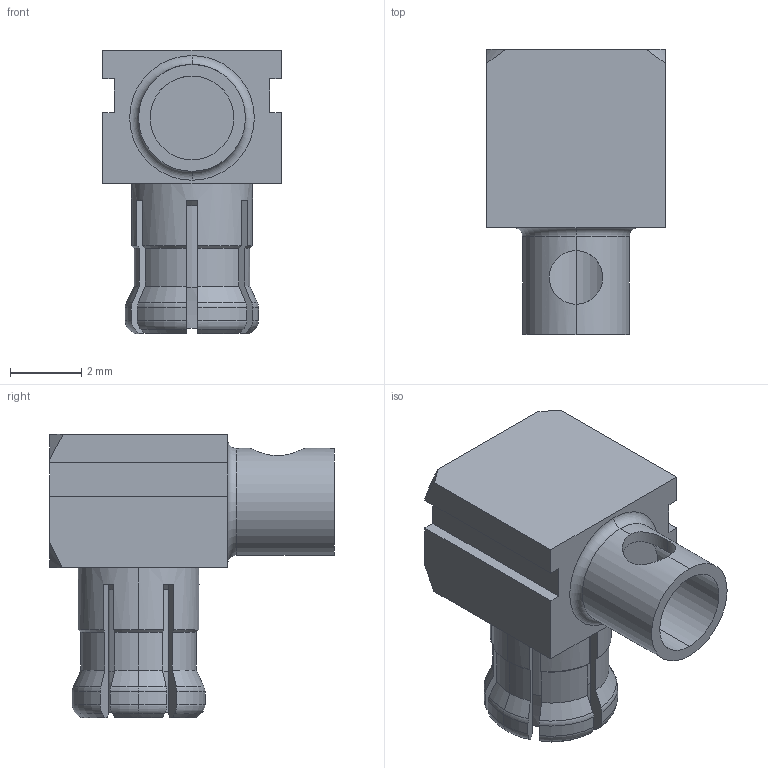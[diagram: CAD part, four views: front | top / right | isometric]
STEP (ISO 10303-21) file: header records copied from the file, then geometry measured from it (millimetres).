
FILE_DESCRIPTION (( 'STEP AP203' ), '1' );
FILE_NAME ('R113.161.020G.STEP', '2014-04-14T06:23:04', ( 'adminradiall' ), ( 'Microsoft' ), 'SwSTEP 2.0', 'SolidWorks 2011', '' );
FILE_SCHEMA (( 'CONFIG_CONTROL_DESIGN' ));
Length unit declared in the file: millimetre
Products named in the file (1): R113.161.020G
Bounding box: 5 x 8 x 7.96 mm (x, y, z)
Volume: 122.4 mm3; surface area: 302.2 mm2
Topology: 1 solids, 1 shells, 136 faces, 367 edges, 238 vertices
Faces by surface type: cone 42, cylinder 39, plane 39, torus 16
Entity records: 4526 total; most frequent: CARTESIAN_POINT 1078, ORIENTED_EDGE 734, DIRECTION 687, EDGE_CURVE 367, AXIS2_PLACEMENT_3D 271, VERTEX_POINT 238, LINE 145, VECTOR 145
